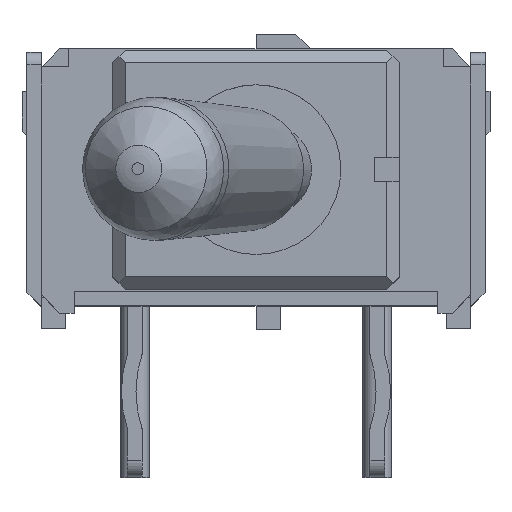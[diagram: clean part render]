
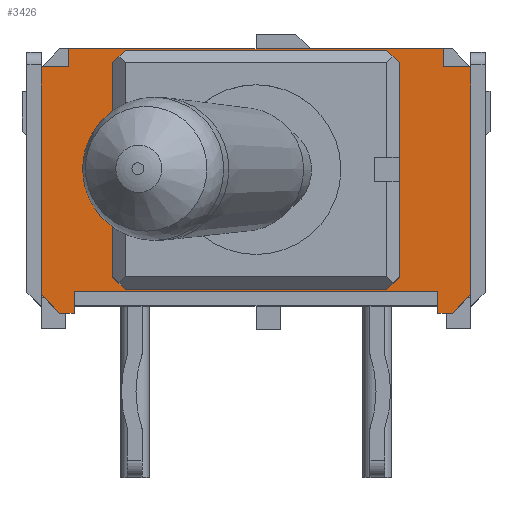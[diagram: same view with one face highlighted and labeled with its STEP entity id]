
A CAD part, top view. The second image highlights one B-rep face of the part: STEP entity #3426.
In plain terms, the highlighted face is planar.
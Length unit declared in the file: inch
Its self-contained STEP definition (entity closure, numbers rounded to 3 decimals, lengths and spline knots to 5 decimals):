
#228=ORIENTED_EDGE('',*,*,#1188,.F.);
#229=ORIENTED_EDGE('',*,*,#1177,.F.);
#230=ORIENTED_EDGE('',*,*,#1199,.F.);
#231=ORIENTED_EDGE('',*,*,#1171,.F.);
#232=ORIENTED_EDGE('',*,*,#1190,.F.);
#233=ORIENTED_EDGE('',*,*,#1167,.F.);
#234=ORIENTED_EDGE('',*,*,#1198,.F.);
#235=ORIENTED_EDGE('',*,*,#1162,.F.);
#236=ORIENTED_EDGE('',*,*,#1200,.T.);
#237=ORIENTED_EDGE('',*,*,#1201,.T.);
#238=ORIENTED_EDGE('',*,*,#1202,.T.);
#239=ORIENTED_EDGE('',*,*,#1203,.T.);
#240=ORIENTED_EDGE('',*,*,#1204,.T.);
#241=ORIENTED_EDGE('',*,*,#1205,.T.);
#242=ORIENTED_EDGE('',*,*,#1206,.F.);
#243=ORIENTED_EDGE('',*,*,#1207,.F.);
#244=ORIENTED_EDGE('',*,*,#1208,.T.);
#245=ORIENTED_EDGE('',*,*,#1209,.F.);
#246=ORIENTED_EDGE('',*,*,#1210,.F.);
#247=ORIENTED_EDGE('',*,*,#1211,.T.);
#248=ORIENTED_EDGE('',*,*,#1212,.T.);
#249=ORIENTED_EDGE('',*,*,#1213,.T.);
#250=ORIENTED_EDGE('',*,*,#1214,.T.);
#251=ORIENTED_EDGE('',*,*,#1215,.T.);
#1162=EDGE_CURVE('',#1656,#1657,#1991,.T.);
#1167=EDGE_CURVE('',#1661,#1662,#1996,.T.);
#1171=EDGE_CURVE('',#1665,#1666,#2000,.T.);
#1177=EDGE_CURVE('',#1671,#1672,#2006,.T.);
#1188=EDGE_CURVE('',#1672,#1656,#2016,.T.);
#1190=EDGE_CURVE('',#1662,#1665,#2018,.T.);
#1198=EDGE_CURVE('',#1657,#1661,#2026,.T.);
#1199=EDGE_CURVE('',#1666,#1671,#2027,.T.);
#1200=EDGE_CURVE('',#1681,#1682,#2028,.T.);
#1201=EDGE_CURVE('',#1682,#1683,#2029,.T.);
#1202=EDGE_CURVE('',#1683,#1684,#2030,.T.);
#1203=EDGE_CURVE('',#1684,#1685,#2031,.T.);
#1204=EDGE_CURVE('',#1685,#1686,#2032,.T.);
#1205=EDGE_CURVE('',#1686,#1687,#2033,.T.);
#1206=EDGE_CURVE('',#1688,#1687,#2034,.T.);
#1207=EDGE_CURVE('',#1689,#1688,#2035,.T.);
#1208=EDGE_CURVE('',#1689,#1690,#2036,.T.);
#1209=EDGE_CURVE('',#1691,#1690,#2037,.T.);
#1210=EDGE_CURVE('',#1692,#1691,#2038,.T.);
#1211=EDGE_CURVE('',#1692,#1693,#2039,.T.);
#1212=EDGE_CURVE('',#1693,#1694,#2040,.T.);
#1213=EDGE_CURVE('',#1694,#1695,#2041,.T.);
#1214=EDGE_CURVE('',#1695,#1696,#2042,.T.);
#1215=EDGE_CURVE('',#1696,#1681,#2043,.T.);
#1656=VERTEX_POINT('',#4913);
#1657=VERTEX_POINT('',#4915);
#1661=VERTEX_POINT('',#4924);
#1662=VERTEX_POINT('',#4926);
#1665=VERTEX_POINT('',#4933);
#1666=VERTEX_POINT('',#4935);
#1671=VERTEX_POINT('',#4946);
#1672=VERTEX_POINT('',#4948);
#1681=VERTEX_POINT('',#4988);
#1682=VERTEX_POINT('',#4989);
#1683=VERTEX_POINT('',#4991);
#1684=VERTEX_POINT('',#4993);
#1685=VERTEX_POINT('',#4995);
#1686=VERTEX_POINT('',#4997);
#1687=VERTEX_POINT('',#4999);
#1688=VERTEX_POINT('',#5001);
#1689=VERTEX_POINT('',#5003);
#1690=VERTEX_POINT('',#5005);
#1691=VERTEX_POINT('',#5007);
#1692=VERTEX_POINT('',#5009);
#1693=VERTEX_POINT('',#5011);
#1694=VERTEX_POINT('',#5013);
#1695=VERTEX_POINT('',#5015);
#1696=VERTEX_POINT('',#5017);
#1991=LINE('',#4914,#2413);
#1996=LINE('',#4925,#2418);
#2000=LINE('',#4934,#2422);
#2006=LINE('',#4947,#2428);
#2016=LINE('',#4968,#2438);
#2018=LINE('',#4971,#2440);
#2026=LINE('',#4983,#2448);
#2027=LINE('',#4985,#2449);
#2028=LINE('',#4987,#2450);
#2029=LINE('',#4990,#2451);
#2030=LINE('',#4992,#2452);
#2031=LINE('',#4994,#2453);
#2032=LINE('',#4996,#2454);
#2033=LINE('',#4998,#2455);
#2034=LINE('',#5000,#2456);
#2035=LINE('',#5002,#2457);
#2036=LINE('',#5004,#2458);
#2037=LINE('',#5006,#2459);
#2038=LINE('',#5008,#2460);
#2039=LINE('',#5010,#2461);
#2040=LINE('',#5012,#2462);
#2041=LINE('',#5014,#2463);
#2042=LINE('',#5016,#2464);
#2043=LINE('',#5018,#2465);
#2413=VECTOR('',#3948,39.37008);
#2418=VECTOR('',#3955,39.37008);
#2422=VECTOR('',#3961,39.37008);
#2428=VECTOR('',#3969,39.37008);
#2438=VECTOR('',#3985,39.37008);
#2440=VECTOR('',#3989,39.37008);
#2448=VECTOR('',#4003,39.37008);
#2449=VECTOR('',#4006,39.37008);
#2450=VECTOR('',#4009,39.37008);
#2451=VECTOR('',#4010,39.37008);
#2452=VECTOR('',#4011,39.37008);
#2453=VECTOR('',#4012,39.37008);
#2454=VECTOR('',#4013,39.37008);
#2455=VECTOR('',#4014,39.37008);
#2456=VECTOR('',#4015,39.37008);
#2457=VECTOR('',#4016,39.37008);
#2458=VECTOR('',#4017,39.37008);
#2459=VECTOR('',#4018,39.37008);
#2460=VECTOR('',#4019,39.37008);
#2461=VECTOR('',#4020,39.37008);
#2462=VECTOR('',#4021,39.37008);
#2463=VECTOR('',#4022,39.37008);
#2464=VECTOR('',#4023,39.37008);
#2465=VECTOR('',#4024,39.37008);
#2841=EDGE_LOOP('',(#228,#229,#230,#231,#232,#233,#234,#235));
#2842=EDGE_LOOP('',(#236,#237,#238,#239,#240,#241,#242,#243,#244,#245,#246,
#247,#248,#249,#250,#251));
#3059=FACE_BOUND('',#2841,.T.);
#3060=FACE_BOUND('',#2842,.T.);
#3277=PLANE('',#3679);
#3426=ADVANCED_FACE('',(#3059,#3060),#3277,.T.);
#3679=AXIS2_PLACEMENT_3D('',#4986,#4007,#4008);
#3948=DIRECTION('',(0.707,0.,0.707));
#3955=DIRECTION('',(0.707,0.,-0.707));
#3961=DIRECTION('',(-0.707,0.,-0.707));
#3969=DIRECTION('',(-0.707,0.,0.707));
#3985=DIRECTION('',(0.,0.,1.));
#3989=DIRECTION('',(0.,0.,-1.));
#4003=DIRECTION('',(1.,0.,0.));
#4006=DIRECTION('',(-1.,0.,0.));
#4007=DIRECTION('',(0.,1.,0.));
#4008=DIRECTION('',(0.,0.,1.));
#4009=DIRECTION('',(0.,0.,1.));
#4010=DIRECTION('',(-1.,0.,0.));
#4011=DIRECTION('',(0.,0.,1.));
#4012=DIRECTION('',(0.707,0.,0.707));
#4013=DIRECTION('',(1.,0.,0.));
#4014=DIRECTION('',(0.707,0.,-0.707));
#4015=DIRECTION('',(0.,0.,1.));
#4016=DIRECTION('',(-1.,0.,0.));
#4017=DIRECTION('',(0.,0.,-1.));
#4018=DIRECTION('',(1.,0.,0.));
#4019=DIRECTION('',(0.,0.,1.));
#4020=DIRECTION('',(-0.707,0.,-0.707));
#4021=DIRECTION('',(-1.,0.,0.));
#4022=DIRECTION('',(-0.707,0.,0.707));
#4023=DIRECTION('',(0.,0.,1.));
#4024=DIRECTION('',(1.,0.,0.));
#4913=CARTESIAN_POINT('',(-0.0985,0.,0.108));
#4914=CARTESIAN_POINT('',(-0.0985,0.,0.108));
#4915=CARTESIAN_POINT('',(-0.0885,0.,0.118));
#4924=CARTESIAN_POINT('',(0.0885,0.,0.118));
#4925=CARTESIAN_POINT('',(0.0885,0.,0.118));
#4926=CARTESIAN_POINT('',(0.0985,0.,0.108));
#4933=CARTESIAN_POINT('',(0.0985,0.,-0.108));
#4934=CARTESIAN_POINT('',(0.0985,0.,-0.108));
#4935=CARTESIAN_POINT('',(0.0885,0.,-0.118));
#4946=CARTESIAN_POINT('',(-0.0885,0.,-0.118));
#4947=CARTESIAN_POINT('',(-0.0885,0.,-0.118));
#4948=CARTESIAN_POINT('',(-0.0985,0.,-0.108));
#4968=CARTESIAN_POINT('',(-0.0985,0.,-0.108));
#4971=CARTESIAN_POINT('',(0.0985,0.,0.108));
#4983=CARTESIAN_POINT('',(-0.0885,0.,0.118));
#4985=CARTESIAN_POINT('',(0.0885,0.,-0.118));
#4986=CARTESIAN_POINT('',(0.,0.,0.));
#4987=CARTESIAN_POINT('',(-0.1,0.,-0.162));
#4988=CARTESIAN_POINT('',(-0.1,0.,-0.15));
#4989=CARTESIAN_POINT('',(-0.1,0.,0.15));
#4990=CARTESIAN_POINT('',(-0.0985,0.,0.15));
#4991=CARTESIAN_POINT('',(-0.118,0.,0.15));
#4992=CARTESIAN_POINT('',(-0.118,0.,0.15));
#4993=CARTESIAN_POINT('',(-0.118,0.,0.162));
#4994=CARTESIAN_POINT('',(-0.118,0.,0.162));
#4995=CARTESIAN_POINT('',(-0.103,0.,0.177));
#4996=CARTESIAN_POINT('',(-0.085,0.,0.177));
#4997=CARTESIAN_POINT('',(0.085,0.,0.177));
#4998=CARTESIAN_POINT('',(0.085,0.,0.177));
#4999=CARTESIAN_POINT('',(0.0855,0.,0.1765));
#5000=CARTESIAN_POINT('',(0.0855,0.,0.1545));
#5001=CARTESIAN_POINT('',(0.0855,0.,0.1545));
#5002=CARTESIAN_POINT('',(0.,0.,0.1545));
#5003=CARTESIAN_POINT('',(0.1,0.,0.1545));
#5004=CARTESIAN_POINT('',(0.1,0.,0.162));
#5005=CARTESIAN_POINT('',(0.1,0.,-0.1545));
#5006=CARTESIAN_POINT('',(0.0855,0.,-0.1545));
#5007=CARTESIAN_POINT('',(0.0855,0.,-0.1545));
#5008=CARTESIAN_POINT('',(0.0855,0.,0.));
#5009=CARTESIAN_POINT('',(0.0855,0.,-0.1765));
#5010=CARTESIAN_POINT('',(0.1,0.,-0.162));
#5011=CARTESIAN_POINT('',(0.085,0.,-0.177));
#5012=CARTESIAN_POINT('',(0.085,0.,-0.177));
#5013=CARTESIAN_POINT('',(-0.103,0.,-0.177));
#5014=CARTESIAN_POINT('',(-0.103,0.,-0.177));
#5015=CARTESIAN_POINT('',(-0.118,0.,-0.162));
#5016=CARTESIAN_POINT('',(-0.118,0.,-0.162));
#5017=CARTESIAN_POINT('',(-0.118,0.,-0.15));
#5018=CARTESIAN_POINT('',(-0.118,0.,-0.15));
